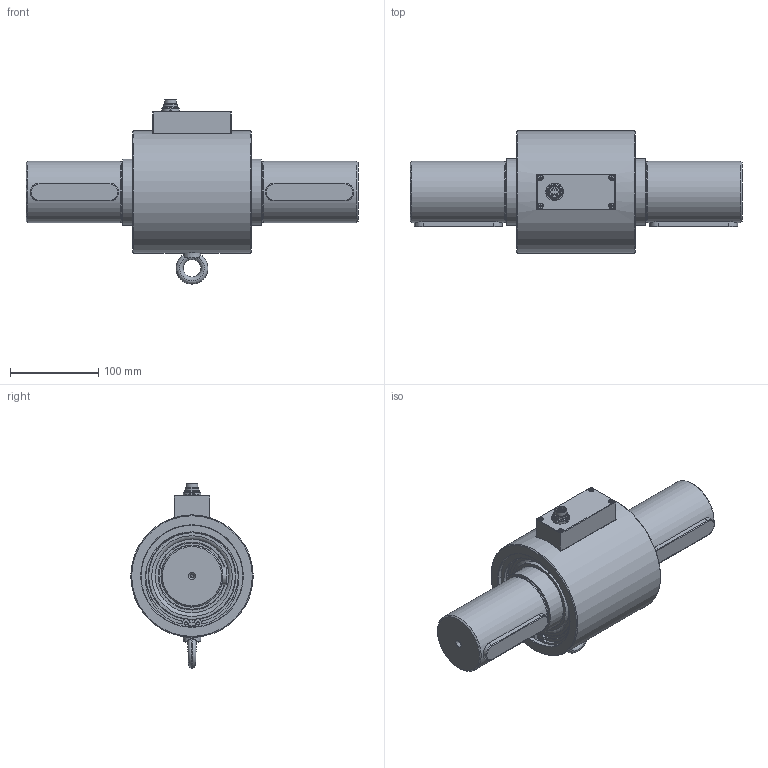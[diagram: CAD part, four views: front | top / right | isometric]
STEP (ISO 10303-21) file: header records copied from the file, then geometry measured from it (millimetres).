
FILE_DESCRIPTION( ( 'Unknown' ), '1' );
FILE_NAME( '2363-Z02_DOC-00104073.stp', 'Unknown', ( 'Unknown' ), ( 'Unknown' ), 'PSStep 17.0.49', 'Unknown', ' ' );
FILE_SCHEMA( ( 'AUTOMOTIVE_DESIGN { 1 0 10303 214 1 1 1 1 }' ) );
Length unit declared in the file: millimetre
Products named in the file (32): 2531-B25_DOC-00104070; DIN 625-T1-6015-2Z_75x115x20; 2300-017_DOC-00061807_DOC-00061807; Paßfeder A20x12x100 DIN 6885-T2; Paßfeder A20x12x100 DIN 6885-T2-oa6; 2363-B02_DOC-00073167; 2363-001_DOC-00073162; Senkschraube DIN 965-M3x28-H; Senkschraube DIN 965-M3x28-H-oa3; Senkschraube DIN 965-M3x28-H-oa4; Senkschraube DIN 965-M3x28-H-oa5; 2300-b02_doc-00048083; 2300-002_doc-00048035; Sicherungsring DIN 472-115x4-T1; Sicherungsring DIN 472-115x4-T1-oa0; DIN 625-T1-6015-2RS_75x115x20; o-ring_doc-00048095; o-ring_doc-00048095-oa1; Ringschraube M8 DIN 580-oa2; Assem1; flanschstecker 12-polig serie 723; mutter_09-0323-89-06_DOC-00067592
Assembly tree (31 placements, depth 3):
  Assem1
    flanschstecker 12-polig serie 723
    mutter_09-0323-89-06_DOC-00067592
    2300-b02_doc-00048083
      2300-002_doc-00048035
      Sicherungsring DIN 472-115x4-T1
      Sicherungsring DIN 472-115x4-T1-oa0
      DIN 625-T1-6015-2RS_75x115x20
      DIN 625-T1-6015-2RS_75x115x20
      DIN 625-T1-6015-2RS_75x115x20
      DIN 625-T1-6015-2RS_75x115x20
      DIN 625-T1-6015-2RS_75x115x20
      DIN 625-T1-6015-2RS_75x115x20
      DIN 625-T1-6015-2RS_75x115x20
      o-ring_doc-00048095
      o-ring_doc-00048095-oa1
      Ringschraube M8 DIN 580-oa2
    2363-B02_DOC-00073167
      2363-001_DOC-00073162
      Senkschraube DIN 965-M3x28-H
      Senkschraube DIN 965-M3x28-H-oa3
      Senkschraube DIN 965-M3x28-H-oa4
      Senkschraube DIN 965-M3x28-H-oa5
    2531-B25_DOC-00104070
      DIN 625-T1-6015-2Z_75x115x20
      DIN 625-T1-6015-2Z_75x115x20
      DIN 625-T1-6015-2Z_75x115x20
      DIN 625-T1-6015-2Z_75x115x20
      DIN 625-T1-6015-2Z_75x115x20
      2300-017_DOC-00061807_DOC-00061807
      Paßfeder A20x12x100 DIN 6885-T2
      Paßfeder A20x12x100 DIN 6885-T2-oa6
Bounding box: 377 x 139 x 209.19 mm (x, y, z)
Volume: 2426534.9 mm3; surface area: 421315.8 mm2
Topology: 28 solids, 30 shells, 456 faces, 984 edges, 636 vertices
Faces by surface type: plane 206, cylinder 161, cone 50, torus 33, bspline 4, revolution 2
Full cylindrical faces by diameter (mm): 1 x24, 2.387 x4, 2.459 x4, 3 x4, 3.4 x4, 3.5 x4, 4 x3, 4.917 x1, 5.6 x4, 6 x1, 12 x1, 13.5 x1, 15 x1, 15.875 x1, 17.188 x1, 17.462 x1, 17.8 x1, 20 x3, 22 x1, 69.4 x2, 70 x2, 75 x3, 83.3 x4, 83.32 x2, 91.63 x4, 99.75 x4, 104.86 x2, 104.88 x4, 104.98 x4, 105 x4
Entity records: 17384 total; most frequent: CARTESIAN_POINT 4023, DIRECTION 2078, ORIENTED_EDGE 1466, AXIS2_PLACEMENT_3D 883, EDGE_CURVE 733, EDGE_LOOP 732, VERTEX_POINT 584, FACE_OUTER_BOUND 580
